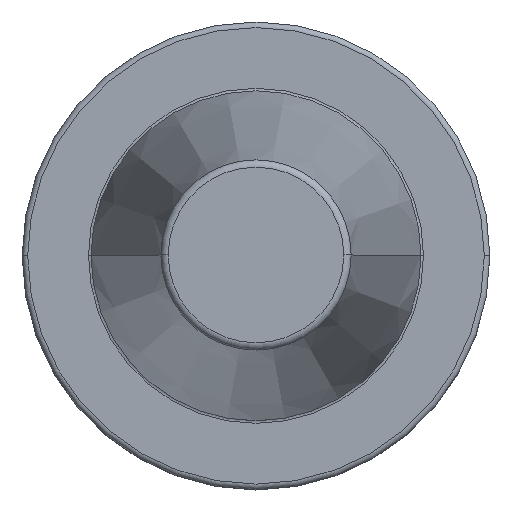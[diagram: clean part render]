
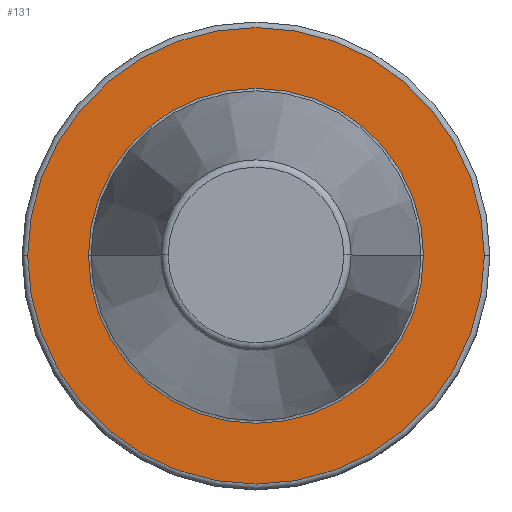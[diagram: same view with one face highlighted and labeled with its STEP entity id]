
A CAD part, top view. The second image highlights one B-rep face of the part: STEP entity #131.
In plain terms, the highlighted planar face has unit normal (0, 0, 1).
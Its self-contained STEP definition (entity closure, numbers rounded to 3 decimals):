
#35=FACE_BOUND('',#226,.T.);
#36=FACE_BOUND('',#227,.T.);
#43=PLANE('',#698);
#131=ADVANCED_FACE('',(#35,#36),#43,.F.);
#226=EDGE_LOOP('',(#341,#342));
#227=EDGE_LOOP('',(#343,#344));
#341=ORIENTED_EDGE('',*,*,#519,.T.);
#342=ORIENTED_EDGE('',*,*,#463,.T.);
#343=ORIENTED_EDGE('',*,*,#452,.T.);
#344=ORIENTED_EDGE('',*,*,#454,.T.);
#405=VERTEX_POINT('',#961);
#408=VERTEX_POINT('',#966);
#417=VERTEX_POINT('',#991);
#418=VERTEX_POINT('',#992);
#452=EDGE_CURVE('',#405,#408,#532,.T.);
#454=EDGE_CURVE('',#408,#405,#534,.T.);
#463=EDGE_CURVE('',#417,#418,#543,.T.);
#519=EDGE_CURVE('',#418,#417,#579,.T.);
#532=CIRCLE('',#625,22.563);
#534=CIRCLE('',#628,22.563);
#543=CIRCLE('',#640,30.75);
#579=CIRCLE('',#697,30.75);
#625=AXIS2_PLACEMENT_3D('',#967,#737,#738);
#628=AXIS2_PLACEMENT_3D('',#970,#743,#744);
#640=AXIS2_PLACEMENT_3D('',#990,#767,#768);
#697=AXIS2_PLACEMENT_3D('',#1099,#901,#902);
#698=AXIS2_PLACEMENT_3D('',#1100,#903,#904);
#737=DIRECTION('',(0.,0.,-1.));
#738=DIRECTION('',(-1.,0.,0.));
#743=DIRECTION('',(0.,0.,-1.));
#744=DIRECTION('',(-1.,0.,0.));
#767=DIRECTION('',(0.,0.,1.));
#768=DIRECTION('',(-1.,0.,0.));
#901=DIRECTION('',(0.,0.,1.));
#902=DIRECTION('',(-1.,0.,0.));
#903=DIRECTION('',(0.,0.,-1.));
#904=DIRECTION('',(1.,0.,0.));
#961=CARTESIAN_POINT('',(-22.563,0.,-2.));
#966=CARTESIAN_POINT('',(22.563,0.,-2.));
#967=CARTESIAN_POINT('',(0.,0.,-2.));
#970=CARTESIAN_POINT('',(0.,0.,-2.));
#990=CARTESIAN_POINT('',(0.,0.,-2.));
#991=CARTESIAN_POINT('',(30.75,0.,-2.));
#992=CARTESIAN_POINT('',(-30.75,0.,-2.));
#1099=CARTESIAN_POINT('',(0.,0.,-2.));
#1100=CARTESIAN_POINT('',(0.,31.5,-2.));
